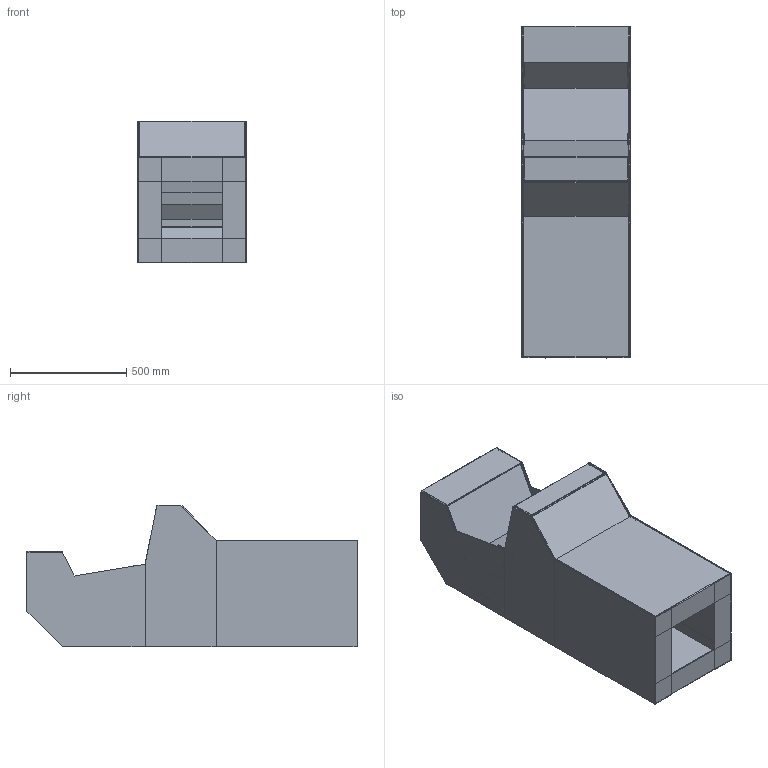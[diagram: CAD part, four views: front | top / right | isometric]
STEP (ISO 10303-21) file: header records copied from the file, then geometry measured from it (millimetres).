
FILE_DESCRIPTION(/* description */ (''),/* implementation_level */ '2;1');
FILE_NAME(/* name */ 'Cabinet.step',/* time_stamp */ '2018-04-17T00:36:56-08:00',/* author */ ('dannytix'),/* organization */ (''),/* preprocessor_version */ 'ST-DEVELOPER v16.13',/* originating_system */ 'Autodesk Translation Framework v6.5.0.72',/* authorisation */ '');
FILE_SCHEMA (('AUTOMOTIVE_DESIGN { 1 0 10303 214 3 1 1 }'));
Length unit declared in the file: inch
Products named in the file (20): Cabinet; Right Mid; Right Lower; Right Upper; Center 1; Left Lower (1); Left Mid (1); Left Upper (1); Center 2; Center 3-4; Center 1(Mirror) (1); Center 5-6; Center 11; Center 10; Center 9; Center 7-8; Junction RL; Junction LL; Junction RL (1); Junction RL (1)(Mirror)
Assembly tree (19 placements, depth 2):
  Cabinet
    Right Mid
    Right Lower
    Right Upper
    Center 1
    Left Lower (1)
    Left Mid (1)
    Left Upper (1)
    Center 2
    Center 3-4
    Center 1(Mirror) (1)
    Center 5-6
    Center 11
    Center 10
    Center 9
    Center 7-8
    Junction RL
    Junction LL
    Junction RL (1)
    Junction RL (1)(Mirror)
Bounding box: 464.82 x 1425.94 x 609.6 mm (x, y, z)
Volume: 14050527.1 mm3; surface area: 7510083.7 mm2
Topology: 19 solids, 19 shells, 518 faces, 1096 edges, 616 vertices
Faces by surface type: plane 422, cylinder 96
Entity records: 13970 total; most frequent: DIRECTION 2404, CARTESIAN_POINT 2270, ORIENTED_EDGE 2192, EDGE_CURVE 1096, LINE 904, VECTOR 904, AXIS2_PLACEMENT_3D 750, VERTEX_POINT 616
